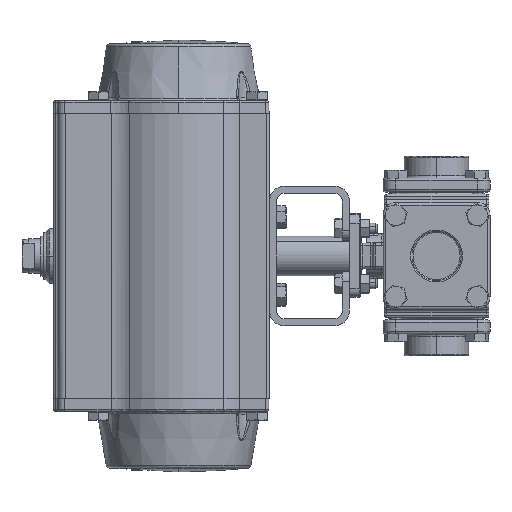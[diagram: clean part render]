
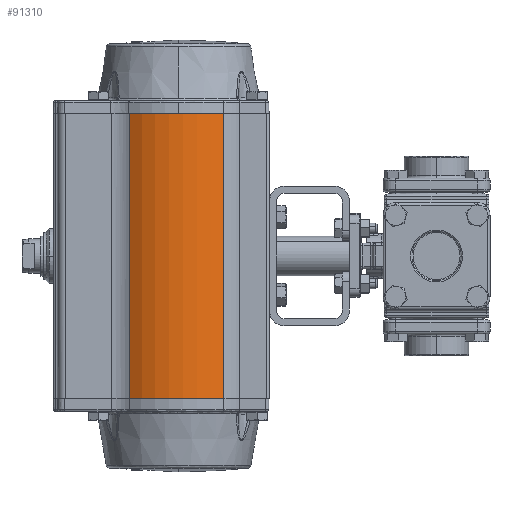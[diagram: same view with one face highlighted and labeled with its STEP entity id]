
A CAD part, left-side view. The second image highlights one B-rep face of the part: STEP entity #91310.
In plain terms, the highlighted cylindrical face has radius 55 mm (diameter 110 mm), a partial arc.
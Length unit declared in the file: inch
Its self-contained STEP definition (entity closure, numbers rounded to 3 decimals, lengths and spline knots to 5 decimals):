
#786 = CARTESIAN_POINT ( 'NONE',  ( -1.77559, 7.71283, -3.58268 ) ) ;
#2048 = CARTESIAN_POINT ( 'NONE',  ( -1.77559, 7.71283, -3.58268 ) ) ;
#2264 = CYLINDRICAL_SURFACE ( 'NONE', #80270, 2.16535 ) ;
#2734 = ORIENTED_EDGE ( 'NONE', *, *, #63173, .T. ) ;
#3244 = EDGE_LOOP ( 'NONE', ( #7762, #24139, #46324, #2734 ) ) ;
#4505 = DIRECTION ( 'NONE',  ( 0., 0., 1. ) ) ;
#6417 = VERTEX_POINT ( 'NONE', #786 ) ;
#7762 = ORIENTED_EDGE ( 'NONE', *, *, #80743, .F. ) ;
#7928 = AXIS2_PLACEMENT_3D ( 'NONE', #78437, #31086, #86358 ) ;
#9990 = DIRECTION ( 'NONE',  ( 0., 0., -1. ) ) ;
#11562 = VERTEX_POINT ( 'NONE', #38816 ) ;
#13660 = VERTEX_POINT ( 'NONE', #91967 ) ;
#15104 = LINE ( 'NONE', #56439, #43649 ) ;
#21146 = CARTESIAN_POINT ( 'NONE',  ( 0., 6.47346, -3.58268 ) ) ;
#24076 = VECTOR ( 'NONE', #9990, 39.37008 ) ;
#24139 = ORIENTED_EDGE ( 'NONE', *, *, #79050, .T. ) ;
#27216 = AXIS2_PLACEMENT_3D ( 'NONE', #21146, #76515, #29140 ) ;
#28361 = CARTESIAN_POINT ( 'NONE',  ( 0., 6.47346, -3.58268 ) ) ;
#29140 = DIRECTION ( 'NONE',  ( 1., 0., 0. ) ) ;
#31081 = EDGE_CURVE ( 'NONE', #13660, #45869, #43241, .T. ) ;
#31086 = DIRECTION ( 'NONE',  ( 0., 0., 1. ) ) ;
#38816 = CARTESIAN_POINT ( 'NONE',  ( -1.84777, 5.34452, -3.58268 ) ) ;
#43241 = CIRCLE ( 'NONE', #7928, 2.16535 ) ;
#43649 = VECTOR ( 'NONE', #64399, 39.37008 ) ;
#44379 = FACE_OUTER_BOUND ( 'NONE', #3244, .T. ) ;
#45869 = VERTEX_POINT ( 'NONE', #52390 ) ;
#46324 = ORIENTED_EDGE ( 'NONE', *, *, #31081, .F. ) ;
#52390 = CARTESIAN_POINT ( 'NONE',  ( -1.84777, 5.34452, 3.58268 ) ) ;
#56439 = CARTESIAN_POINT ( 'NONE',  ( -1.84777, 5.34452, -3.58268 ) ) ;
#63173 = EDGE_CURVE ( 'NONE', #13660, #6417, #87188, .T. ) ;
#64399 = DIRECTION ( 'NONE',  ( 0., 0., 1. ) ) ;
#65681 = CIRCLE ( 'NONE', #27216, 2.16535 ) ;
#76515 = DIRECTION ( 'NONE',  ( 0., 0., -1. ) ) ;
#78437 = CARTESIAN_POINT ( 'NONE',  ( 0., 6.47346, 3.58268 ) ) ;
#79050 = EDGE_CURVE ( 'NONE', #11562, #45869, #15104, .T. ) ;
#80270 = AXIS2_PLACEMENT_3D ( 'NONE', #28361, #4505, #83671 ) ;
#80743 = EDGE_CURVE ( 'NONE', #11562, #6417, #65681, .T. ) ;
#83671 = DIRECTION ( 'NONE',  ( 1., 0., 0. ) ) ;
#86358 = DIRECTION ( 'NONE',  ( 1., 0., 0. ) ) ;
#87188 = LINE ( 'NONE', #2048, #24076 ) ;
#91310 = ADVANCED_FACE ( 'NONE', ( #44379 ), #2264, .T. ) ;
#91967 = CARTESIAN_POINT ( 'NONE',  ( -1.77559, 7.71283, 3.58268 ) ) ;
